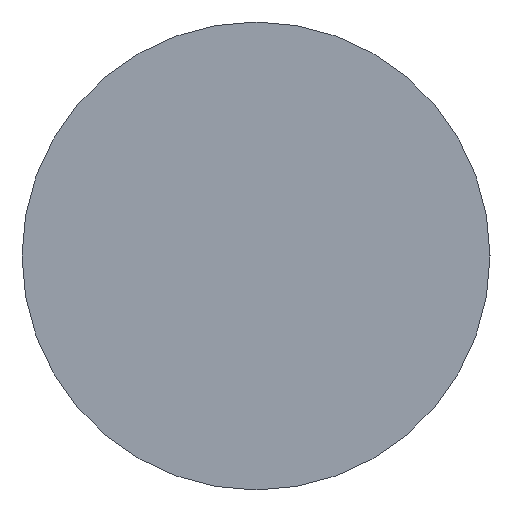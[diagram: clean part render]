
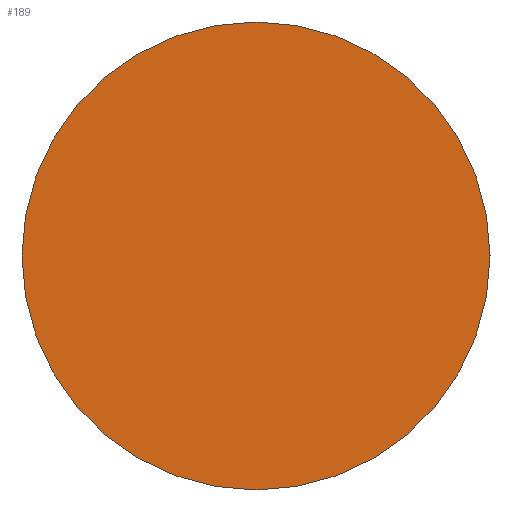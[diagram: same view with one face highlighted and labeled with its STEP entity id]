
A CAD part, left-side view. The second image highlights one B-rep face of the part: STEP entity #189.
In plain terms, the highlighted planar face has unit normal (-1, 0, 0).
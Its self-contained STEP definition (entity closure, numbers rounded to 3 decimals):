
#1 = EDGE_CURVE ( 'NONE', #121, #229, #243, .T. ) ;
#58 = CIRCLE ( 'NONE', #289, 100. ) ;
#65 = AXIS2_PLACEMENT_3D ( 'NONE', #181, #73, #99 ) ;
#67 = CARTESIAN_POINT ( 'NONE',  ( 0., 0., -100. ) ) ;
#73 = DIRECTION ( 'NONE',  ( 1., 0., 0. ) ) ;
#89 = DIRECTION ( 'NONE',  ( 1., 0., 0. ) ) ;
#91 = CARTESIAN_POINT ( 'NONE',  ( 0., 0., 100. ) ) ;
#99 = DIRECTION ( 'NONE',  ( 0., 0., -1. ) ) ;
#114 = EDGE_LOOP ( 'NONE', ( #118, #221 ) ) ;
#118 = ORIENTED_EDGE ( 'NONE', *, *, #1, .F. ) ;
#121 = VERTEX_POINT ( 'NONE', #91 ) ;
#123 = FACE_OUTER_BOUND ( 'NONE', #114, .T. ) ;
#142 = AXIS2_PLACEMENT_3D ( 'NONE', #220, #150, #179 ) ;
#143 = PLANE ( 'NONE',  #142 ) ;
#150 = DIRECTION ( 'NONE',  ( 1., 0., 0. ) ) ;
#179 = DIRECTION ( 'NONE',  ( 0., 0., -1. ) ) ;
#181 = CARTESIAN_POINT ( 'NONE',  ( 0., 0., 0. ) ) ;
#189 = ADVANCED_FACE ( 'NONE', ( #123 ), #143, .F. ) ;
#220 = CARTESIAN_POINT ( 'NONE',  ( 0., 0., 0. ) ) ;
#221 = ORIENTED_EDGE ( 'NONE', *, *, #291, .F. ) ;
#229 = VERTEX_POINT ( 'NONE', #67 ) ;
#243 = CIRCLE ( 'NONE', #65, 100. ) ;
#253 = CARTESIAN_POINT ( 'NONE',  ( 0., 0., 0. ) ) ;
#258 = DIRECTION ( 'NONE',  ( 0., 0., -1. ) ) ;
#289 = AXIS2_PLACEMENT_3D ( 'NONE', #253, #89, #258 ) ;
#291 = EDGE_CURVE ( 'NONE', #229, #121, #58, .T. ) ;
